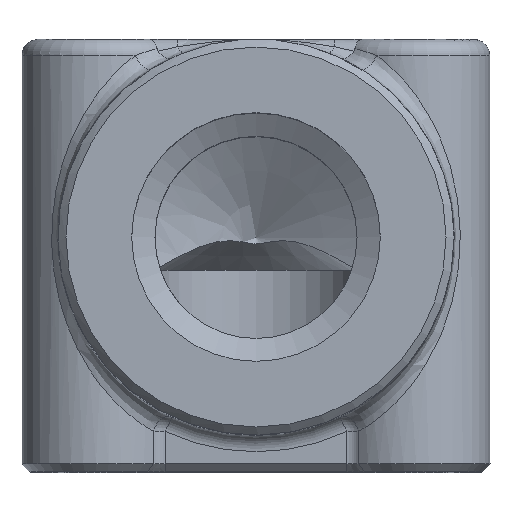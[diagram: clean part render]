
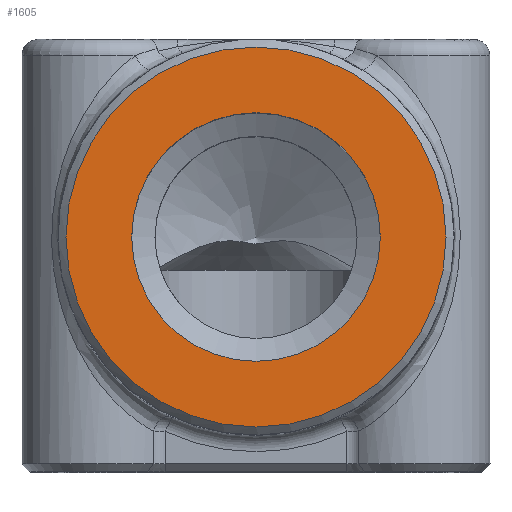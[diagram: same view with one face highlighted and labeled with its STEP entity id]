
A CAD part, top view. The second image highlights one B-rep face of the part: STEP entity #1605.
In plain terms, the highlighted planar face has unit normal (0, 0, 1).
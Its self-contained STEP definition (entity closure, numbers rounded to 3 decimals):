
#34=PLANE('',#1783);
#673=ORIENTED_EDGE('',*,*,#993,.F.);
#674=ORIENTED_EDGE('',*,*,#989,.T.);
#989=EDGE_CURVE('',#1138,#1138,#1225,.T.);
#993=EDGE_CURVE('',#1141,#1141,#1229,.T.);
#1138=VERTEX_POINT('',#4742);
#1141=VERTEX_POINT('',#4752);
#1225=CIRCLE('',#1747,23.5);
#1229=CIRCLE('',#1754,15.375);
#1350=EDGE_LOOP('',(#673));
#1351=EDGE_LOOP('',(#674));
#1480=FACE_BOUND('',#1350,.T.);
#1481=FACE_BOUND('',#1351,.T.);
#1605=ADVANCED_FACE('',(#1480,#1481),#34,.T.);
#1747=AXIS2_PLACEMENT_3D('',#4741,#2079,#2080);
#1754=AXIS2_PLACEMENT_3D('',#4751,#2093,#2094);
#1783=AXIS2_PLACEMENT_3D('',#4812,#2151,#2152);
#2079=DIRECTION('',(0.,0.,1.));
#2080=DIRECTION('',(1.,0.,0.));
#2093=DIRECTION('',(0.,0.,1.));
#2094=DIRECTION('',(1.,0.,0.));
#2151=DIRECTION('',(0.,0.,1.));
#2152=DIRECTION('',(1.,0.,0.));
#4741=CARTESIAN_POINT('',(0.,0.,54.));
#4742=CARTESIAN_POINT('',(23.5,0.,54.));
#4751=CARTESIAN_POINT('',(0.,0.,54.));
#4752=CARTESIAN_POINT('',(15.375,0.,54.));
#4812=CARTESIAN_POINT('',(0.,0.,54.));
